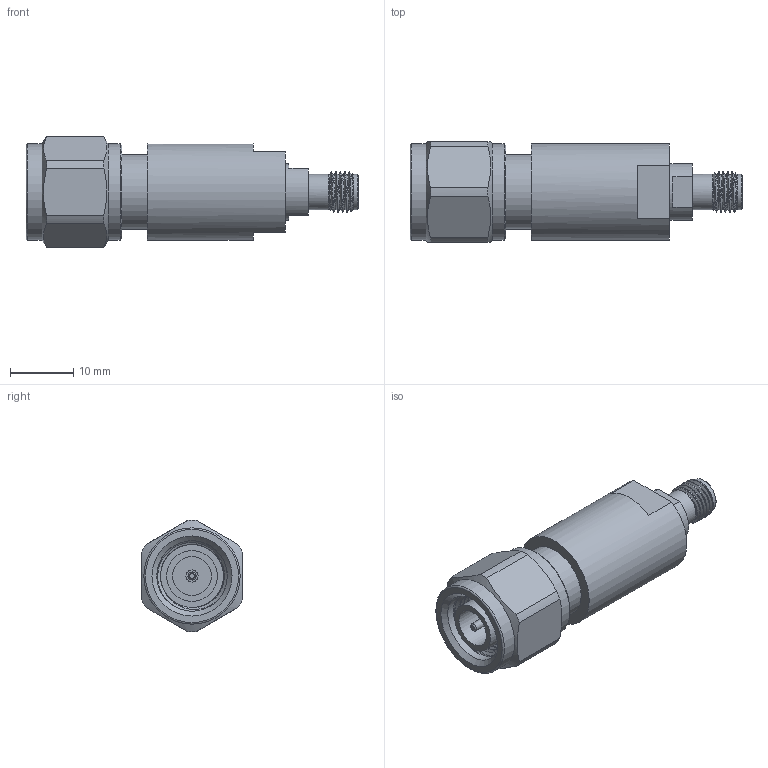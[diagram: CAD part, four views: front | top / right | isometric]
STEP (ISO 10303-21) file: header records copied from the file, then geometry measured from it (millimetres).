
FILE_DESCRIPTION (( 'STEP AP203' ), '1' );
FILE_NAME ('SM4768_3D.step', '2022-08-04T16:57:33', ( '' ), ( '' ), 'SwSTEP 2.0', 'SolidWorks 2021', '' );
FILE_SCHEMA (( 'CONFIG_CONTROL_DESIGN' ));
Length unit declared in the file: inch
Products named in the file (1): SM4768_3D
Bounding box: 52.32 x 15.88 x 17.58 mm (x, y, z)
Volume: 7172.1 mm3; surface area: 3930.6 mm2
Topology: 1 solids, 1 shells, 88 faces, 214 edges, 141 vertices
Faces by surface type: plane 38, cylinder 30, cone 12, bspline 6, torus 2
Full cylindrical faces by diameter (mm): 0.94 x1, 1.194 x1, 1.27 x1, 1.905 x1, 4.572 x1, 5.582 x2, 6.096 x1, 7.976 x1, 8.89 x1, 9.398 x1, 11.113 x6, 11.684 x1, 12.192 x1, 15.185 x2, 15.24 x1
Entity records: 5612 total; most frequent: CARTESIAN_POINT 3872, DIRECTION 340, ORIENTED_EDGE 308, EDGE_CURVE 154, AXIS2_PLACEMENT_3D 146, EDGE_LOOP 121, VERTEX_POINT 113, FACE_OUTER_BOUND 101
